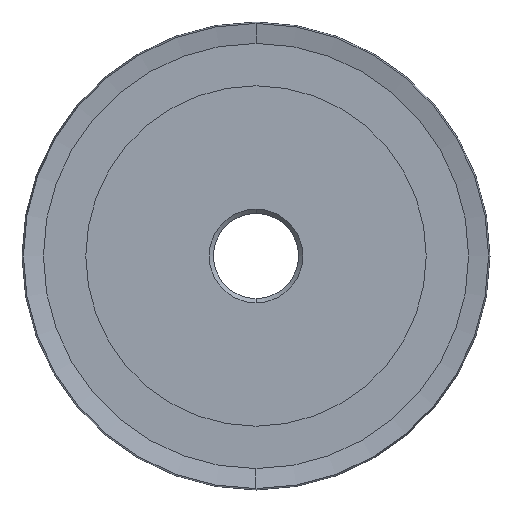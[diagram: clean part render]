
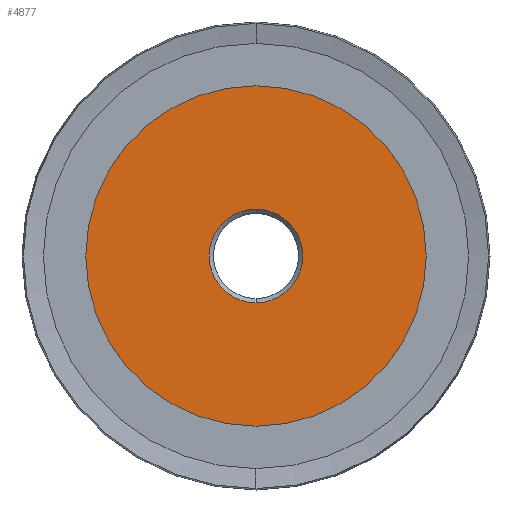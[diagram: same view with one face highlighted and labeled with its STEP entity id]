
A CAD part, left-side view. The second image highlights one B-rep face of the part: STEP entity #4877.
In plain terms, the highlighted planar face has unit normal (-1, 0, 0).
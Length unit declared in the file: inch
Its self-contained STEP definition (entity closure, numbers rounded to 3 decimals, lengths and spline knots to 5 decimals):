
#181 = EDGE_CURVE ( 'NONE', #1201, #1962, #5347, .T. ) ;
#249 = EDGE_LOOP ( 'NONE', ( #1003, #5919 ) ) ;
#376 = CARTESIAN_POINT ( 'NONE',  ( 0., 0., 0. ) ) ;
#393 = EDGE_CURVE ( 'NONE', #1962, #1201, #6618, .T. ) ;
#542 = DIRECTION ( 'NONE',  ( 0., 0., 1. ) ) ;
#986 = DIRECTION ( 'NONE',  ( 0., 0., 1. ) ) ;
#989 = FACE_BOUND ( 'NONE', #5482, .T. ) ;
#1000 = EDGE_CURVE ( 'NONE', #1574, #1819, #6082, .T. ) ;
#1003 = ORIENTED_EDGE ( 'NONE', *, *, #181, .T. ) ;
#1201 = VERTEX_POINT ( 'NONE', #1408 ) ;
#1212 = CARTESIAN_POINT ( 'NONE',  ( 0., 0., 0. ) ) ;
#1403 = AXIS2_PLACEMENT_3D ( 'NONE', #1212, #5303, #1815 ) ;
#1408 = CARTESIAN_POINT ( 'NONE',  ( 0., 0., -1. ) ) ;
#1574 = VERTEX_POINT ( 'NONE', #6548 ) ;
#1804 = DIRECTION ( 'NONE',  ( -1., 0., 0. ) ) ;
#1815 = DIRECTION ( 'NONE',  ( 0., 0., 1. ) ) ;
#1819 = VERTEX_POINT ( 'NONE', #1944 ) ;
#1885 = AXIS2_PLACEMENT_3D ( 'NONE', #3147, #7192, #3718 ) ;
#1944 = CARTESIAN_POINT ( 'NONE',  ( 0., 0., 0.275 ) ) ;
#1962 = VERTEX_POINT ( 'NONE', #3685 ) ;
#3147 = CARTESIAN_POINT ( 'NONE',  ( 0., 0., 0. ) ) ;
#3685 = CARTESIAN_POINT ( 'NONE',  ( 0., 0., 1. ) ) ;
#3718 = DIRECTION ( 'NONE',  ( 0., 0., 1. ) ) ;
#3720 = CIRCLE ( 'NONE', #1885, 0.275 ) ;
#3918 = FACE_OUTER_BOUND ( 'NONE', #249, .T. ) ;
#4054 = DIRECTION ( 'NONE',  ( -1., 0., 0. ) ) ;
#4489 = DIRECTION ( 'NONE',  ( 1., 0., 0. ) ) ;
#4690 = PLANE ( 'NONE',  #7396 ) ;
#4820 = ORIENTED_EDGE ( 'NONE', *, *, #1000, .T. ) ;
#4857 = ORIENTED_EDGE ( 'NONE', *, *, #5660, .T. ) ;
#4877 = ADVANCED_FACE ( 'NONE', ( #989, #3918 ), #4690, .T. ) ;
#5303 = DIRECTION ( 'NONE',  ( -1., 0., 0. ) ) ;
#5347 = CIRCLE ( 'NONE', #1403, 1. ) ;
#5482 = EDGE_LOOP ( 'NONE', ( #4857, #4820 ) ) ;
#5660 = EDGE_CURVE ( 'NONE', #1819, #1574, #3720, .T. ) ;
#5867 = DIRECTION ( 'NONE',  ( 0., 0., 1. ) ) ;
#5919 = ORIENTED_EDGE ( 'NONE', *, *, #393, .T. ) ;
#6082 = CIRCLE ( 'NONE', #6945, 0.275 ) ;
#6416 = CARTESIAN_POINT ( 'NONE',  ( 0., 0., 0. ) ) ;
#6548 = CARTESIAN_POINT ( 'NONE',  ( 0., 0., -0.275 ) ) ;
#6618 = CIRCLE ( 'NONE', #7248, 1. ) ;
#6945 = AXIS2_PLACEMENT_3D ( 'NONE', #376, #4489, #986 ) ;
#7192 = DIRECTION ( 'NONE',  ( 1., 0., 0. ) ) ;
#7248 = AXIS2_PLACEMENT_3D ( 'NONE', #7515, #4054, #542 ) ;
#7396 = AXIS2_PLACEMENT_3D ( 'NONE', #6416, #1804, #5867 ) ;
#7515 = CARTESIAN_POINT ( 'NONE',  ( 0., 0., 0. ) ) ;
